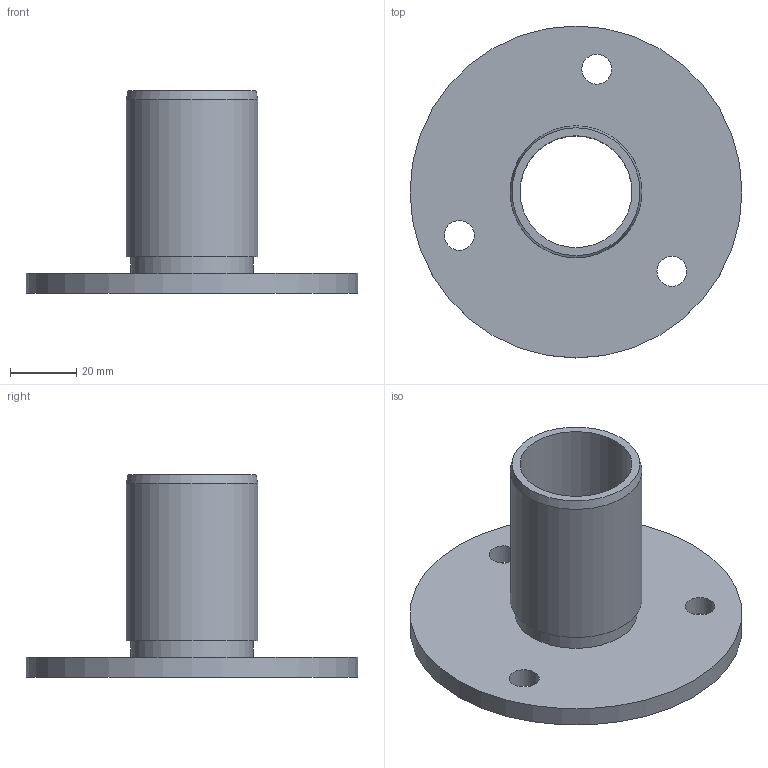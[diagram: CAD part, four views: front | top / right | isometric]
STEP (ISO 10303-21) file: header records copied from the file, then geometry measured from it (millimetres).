
FILE_DESCRIPTION(/* description */ (''),/* implementation_level */ '2;1');
FILE_NAME(/* name */ 'Einpressflansch_X242.stp',/* time_stamp */ '2017-06-15T10:05:07+02:00',/* author */ (''),/* organization */ (''),/* preprocessor_version */ 'ST-DEVELOPER v16',/* originating_system */ 'SIEMENS PLM Software NX 11.0',/* authorisation */ '');
FILE_SCHEMA (('AUTOMOTIVE_DESIGN { 1 0 10303 214 3 1 1 1 }'));
Length unit declared in the file: millimetre
Products named in the file (1): Goge2128018Ckwyg
Bounding box: 100 x 100 x 61 mm (x, y, z)
Volume: 58643.2 mm3; surface area: 29433.5 mm2
Topology: 1 solids, 1 shells, 13 faces, 25 edges, 16 vertices
Faces by surface type: cylinder 7, plane 4, cone 1, torus 1
Full cylindrical faces by diameter (mm): 9 x3, 33.7 x1, 36.789 x1, 39.7 x1, 100 x1
Entity records: 342 total; most frequent: DIRECTION 60, CARTESIAN_POINT 46, FACE_BOUND 32, EDGE_LOOP 32, ORIENTED_EDGE 32, AXIS2_PLACEMENT_3D 30, VERTEX_POINT 16, EDGE_CURVE 16
